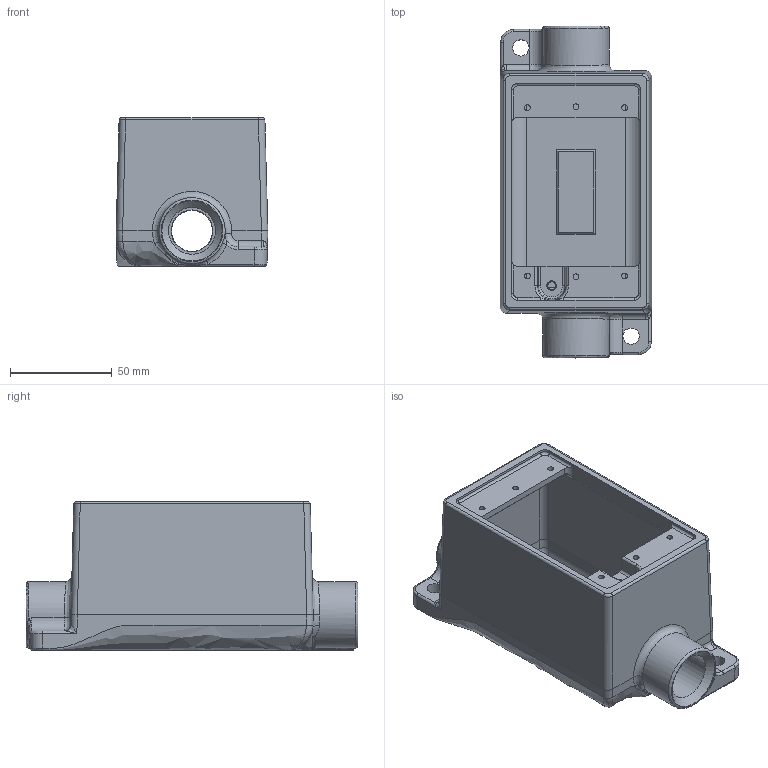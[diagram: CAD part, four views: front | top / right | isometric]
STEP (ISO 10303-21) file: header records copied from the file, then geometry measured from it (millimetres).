
FILE_DESCRIPTION(/* description */ (''),/* implementation_level */ '2;1');
FILE_NAME(/* name */ 'KIL_FDC-2.stp',/* time_stamp */ '2020-10-12T18:25:18+06:00',/* author */ ('kr'),/* organization */ (''),/* preprocessor_version */ 'ST-DEVELOPER v18',/* originating_system */ 'Autodesk Inventor 2020',/* authorisation */ '');
FILE_SCHEMA (('AUTOMOTIVE_DESIGN { 1 0 10303 214 3 1 1 }'));
Length unit declared in the file: inch
Products named in the file (3): 17578-3; 17578-1; 17578-3_1
Assembly tree (2 placements, depth 2):
  17578-3
    17578-1
    17578-3_1
Bounding box: 74.35 x 162.72 x 73.03 mm (x, y, z)
Volume: 168628.2 mm3; surface area: 78622.2 mm2
Topology: 1 solids, 1 shells, 257 faces, 657 edges, 387 vertices
Faces by surface type: cylinder 94, bspline 73, plane 63, torus 19, cone 4, sphere 4
Full cylindrical faces by diameter (mm): 2.87 x6, 3.797 x1, 7.925 x2, 20.117 x2, 22.941 x2
Entity records: 11315 total; most frequent: CARTESIAN_POINT 5334, ORIENTED_EDGE 1278, DIRECTION 1218, EDGE_CURVE 639, AXIS2_PLACEMENT_3D 496, VERTEX_POINT 387, EDGE_LOOP 282, FACE_OUTER_BOUND 257
